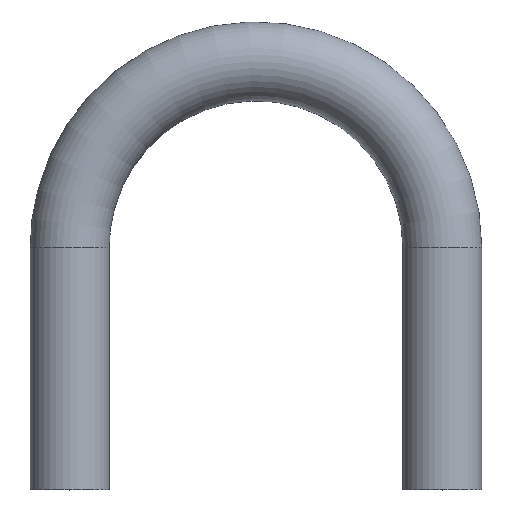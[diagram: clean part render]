
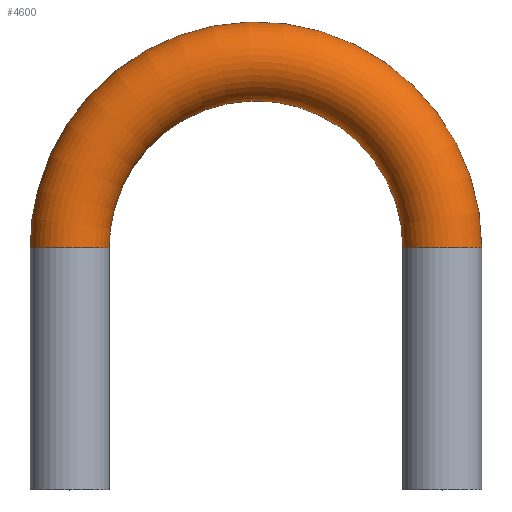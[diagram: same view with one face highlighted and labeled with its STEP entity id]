
A CAD part, top view. The second image highlights one B-rep face of the part: STEP entity #4600.
In plain terms, the highlighted toroidal (fillet/blend) face has major radius 100 mm and minor radius 21.2 mm.
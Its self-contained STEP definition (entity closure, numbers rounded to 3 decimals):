
#199 = FACE_OUTER_BOUND ( 'NONE', #10731, .T. ) ;
#484 = DIRECTION ( 'NONE',  ( 0., -1., 0. ) ) ;
#698 = DIRECTION ( 'NONE',  ( 1., 0., 0. ) ) ;
#1068 = CARTESIAN_POINT ( 'NONE',  ( 100., 130., 21.2 ) ) ;
#1190 = CARTESIAN_POINT ( 'NONE',  ( 100., 130., 0. ) ) ;
#1206 = EDGE_CURVE ( 'NONE', #2179, #2179, #7118, .T. ) ;
#1359 = VERTEX_POINT ( 'NONE', #1068 ) ;
#1523 = ORIENTED_EDGE ( 'NONE', *, *, #5752, .T. ) ;
#2179 = VERTEX_POINT ( 'NONE', #3502 ) ;
#3208 = CARTESIAN_POINT ( 'NONE',  ( 0., 130., 0. ) ) ;
#3502 = CARTESIAN_POINT ( 'NONE',  ( -100., 130., 21.2 ) ) ;
#3684 = EDGE_LOOP ( 'NONE', ( #5348 ) ) ;
#3748 = DIRECTION ( 'NONE',  ( 0., 1., 0. ) ) ;
#3963 = DIRECTION ( 'NONE',  ( 0., 0., 1. ) ) ;
#4600 = ADVANCED_FACE ( 'NONE', ( #199, #5421 ), #8753, .T. ) ;
#5226 = DIRECTION ( 'NONE',  ( 0., 0., 1. ) ) ;
#5348 = ORIENTED_EDGE ( 'NONE', *, *, #1206, .F. ) ;
#5421 = FACE_OUTER_BOUND ( 'NONE', #3684, .T. ) ;
#5752 = EDGE_CURVE ( 'NONE', #1359, #1359, #9698, .T. ) ;
#6061 = AXIS2_PLACEMENT_3D ( 'NONE', #1190, #3748, #8150 ) ;
#7118 = CIRCLE ( 'NONE', #9726, 21.2 ) ;
#8150 = DIRECTION ( 'NONE',  ( 0., 0., 1. ) ) ;
#8445 = CARTESIAN_POINT ( 'NONE',  ( -100., 130., 0. ) ) ;
#8753 = TOROIDAL_SURFACE ( 'NONE', #8789, 100., 21.2 ) ;
#8789 = AXIS2_PLACEMENT_3D ( 'NONE', #3208, #5226, #698 ) ;
#9698 = CIRCLE ( 'NONE', #6061, 21.2 ) ;
#9726 = AXIS2_PLACEMENT_3D ( 'NONE', #8445, #484, #3963 ) ;
#10731 = EDGE_LOOP ( 'NONE', ( #1523 ) ) ;
